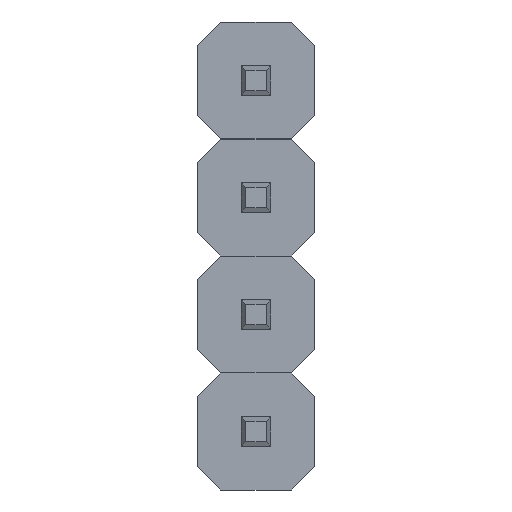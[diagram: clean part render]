
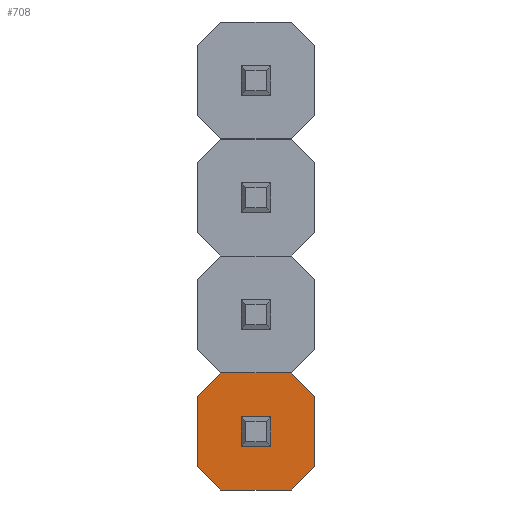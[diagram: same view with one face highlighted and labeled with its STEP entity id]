
A CAD part, front view. The second image highlights one B-rep face of the part: STEP entity #708.
In plain terms, the highlighted planar face has unit normal (0, -1, 0).
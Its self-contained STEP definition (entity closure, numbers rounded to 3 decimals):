
#9 = CARTESIAN_POINT ( 'NONE',  ( -1.27, 0., -0.77 ) ) ;
#12 = CARTESIAN_POINT ( 'NONE',  ( 0.77, 0., -1.27 ) ) ;
#13 = EDGE_CURVE ( 'NONE', #526, #86, #226, .T. ) ;
#27 = VERTEX_POINT ( 'NONE', #121 ) ;
#34 = EDGE_CURVE ( 'NONE', #86, #261, #130, .T. ) ;
#73 = VECTOR ( 'NONE', #681, 1000. ) ;
#77 = LINE ( 'NONE', #384, #343 ) ;
#84 = ORIENTED_EDGE ( 'NONE', *, *, #568, .F. ) ;
#86 = VERTEX_POINT ( 'NONE', #9 ) ;
#97 = LINE ( 'NONE', #473, #214 ) ;
#115 = DIRECTION ( 'NONE',  ( 0., 0., 1. ) ) ;
#121 = CARTESIAN_POINT ( 'NONE',  ( 1.27, 0., 0.77 ) ) ;
#130 = LINE ( 'NONE', #346, #159 ) ;
#131 = DIRECTION ( 'NONE',  ( 0., -1., 0. ) ) ;
#151 = AXIS2_PLACEMENT_3D ( 'NONE', #662, #131, #715 ) ;
#152 = CARTESIAN_POINT ( 'NONE',  ( 0.77, 0., 1.27 ) ) ;
#159 = VECTOR ( 'NONE', #115, 1000. ) ;
#161 = VECTOR ( 'NONE', #181, 1000. ) ;
#170 = CARTESIAN_POINT ( 'NONE',  ( 0.77, 0., 1.27 ) ) ;
#173 = DIRECTION ( 'NONE',  ( -1., 0., 0. ) ) ;
#177 = CARTESIAN_POINT ( 'NONE',  ( -0.77, 0., -1.27 ) ) ;
#180 = DIRECTION ( 'NONE',  ( -0.707, 0., -0.707 ) ) ;
#181 = DIRECTION ( 'NONE',  ( 0.707, 0., -0.707 ) ) ;
#188 = CARTESIAN_POINT ( 'NONE',  ( -0.77, 0., 1.27 ) ) ;
#192 = VERTEX_POINT ( 'NONE', #188 ) ;
#214 = VECTOR ( 'NONE', #363, 1000. ) ;
#216 = CARTESIAN_POINT ( 'NONE',  ( -1.27, 0., -0.77 ) ) ;
#223 = CARTESIAN_POINT ( 'NONE',  ( -1.27, 0., 0.77 ) ) ;
#224 = DIRECTION ( 'NONE',  ( 0.707, 0., 0.707 ) ) ;
#226 = LINE ( 'NONE', #216, #73 ) ;
#234 = CARTESIAN_POINT ( 'NONE',  ( 0.77, 0., -1.27 ) ) ;
#260 = LINE ( 'NONE', #170, #161 ) ;
#261 = VERTEX_POINT ( 'NONE', #223 ) ;
#263 = EDGE_CURVE ( 'NONE', #261, #192, #77, .T. ) ;
#295 = ORIENTED_EDGE ( 'NONE', *, *, #263, .F. ) ;
#343 = VECTOR ( 'NONE', #224, 1000. ) ;
#346 = CARTESIAN_POINT ( 'NONE',  ( -1.27, 0., -0.77 ) ) ;
#363 = DIRECTION ( 'NONE',  ( 0., 0., -1. ) ) ;
#369 = LINE ( 'NONE', #234, #508 ) ;
#372 = EDGE_CURVE ( 'NONE', #192, #400, #485, .T. ) ;
#384 = CARTESIAN_POINT ( 'NONE',  ( -1.27, 0., 0.77 ) ) ;
#400 = VERTEX_POINT ( 'NONE', #152 ) ;
#412 = ORIENTED_EDGE ( 'NONE', *, *, #657, .F. ) ;
#450 = ORIENTED_EDGE ( 'NONE', *, *, #674, .F. ) ;
#460 = CARTESIAN_POINT ( 'NONE',  ( -0.77, 0., -1.27 ) ) ;
#473 = CARTESIAN_POINT ( 'NONE',  ( 1.27, 0., -0.77 ) ) ;
#481 = EDGE_CURVE ( 'NONE', #670, #526, #552, .T. ) ;
#485 = LINE ( 'NONE', #727, #529 ) ;
#486 = VERTEX_POINT ( 'NONE', #573 ) ;
#495 = EDGE_LOOP ( 'NONE', ( #734, #412, #450, #84, #579, #295, #724, #572 ) ) ;
#508 = VECTOR ( 'NONE', #180, 1000. ) ;
#526 = VERTEX_POINT ( 'NONE', #177 ) ;
#529 = VECTOR ( 'NONE', #618, 1000. ) ;
#552 = LINE ( 'NONE', #460, #605 ) ;
#568 = EDGE_CURVE ( 'NONE', #400, #27, #260, .T. ) ;
#572 = ORIENTED_EDGE ( 'NONE', *, *, #13, .F. ) ;
#573 = CARTESIAN_POINT ( 'NONE',  ( 1.27, 0., -0.77 ) ) ;
#579 = ORIENTED_EDGE ( 'NONE', *, *, #372, .F. ) ;
#605 = VECTOR ( 'NONE', #173, 1000. ) ;
#618 = DIRECTION ( 'NONE',  ( 1., 0., 0. ) ) ;
#657 = EDGE_CURVE ( 'NONE', #486, #670, #369, .T. ) ;
#662 = CARTESIAN_POINT ( 'NONE',  ( 0., 0., 0. ) ) ;
#664 = PLANE ( 'NONE',  #151 ) ;
#670 = VERTEX_POINT ( 'NONE', #12 ) ;
#674 = EDGE_CURVE ( 'NONE', #27, #486, #97, .T. ) ;
#681 = DIRECTION ( 'NONE',  ( -0.707, 0., 0.707 ) ) ;
#708 = ADVANCED_FACE ( 'NONE', ( #732 ), #664, .T. ) ;
#715 = DIRECTION ( 'NONE',  ( 0., 0., -1. ) ) ;
#724 = ORIENTED_EDGE ( 'NONE', *, *, #34, .F. ) ;
#727 = CARTESIAN_POINT ( 'NONE',  ( -0.77, 0., 1.27 ) ) ;
#732 = FACE_OUTER_BOUND ( 'NONE', #495, .T. ) ;
#734 = ORIENTED_EDGE ( 'NONE', *, *, #481, .F. ) ;
